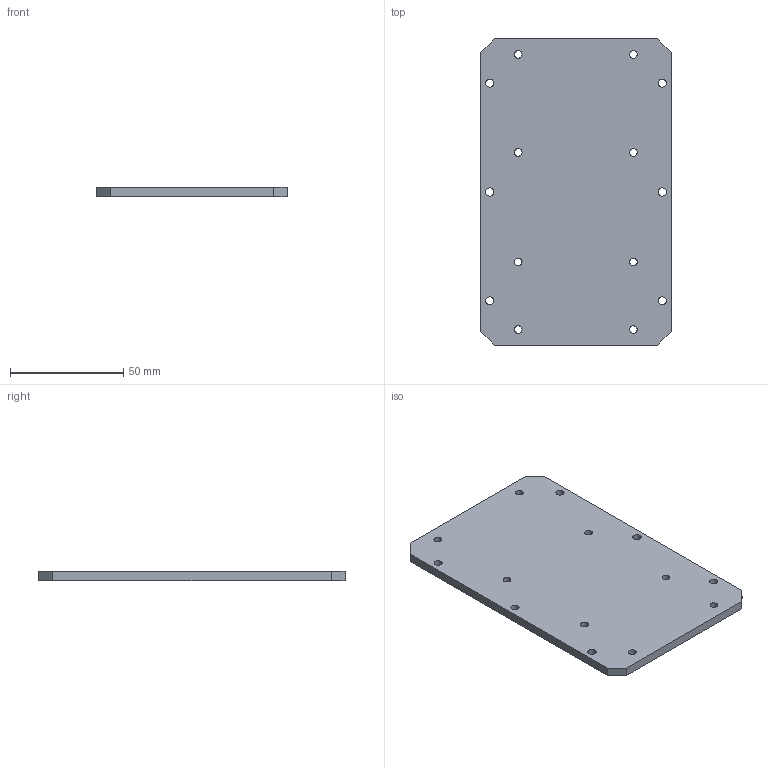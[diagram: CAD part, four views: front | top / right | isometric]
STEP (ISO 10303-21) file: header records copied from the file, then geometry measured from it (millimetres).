
FILE_DESCRIPTION(('STEP AP242'), '1');
FILE_NAME('ÅÐÂË.741124.013_Ïëàñòèíà èçì.1[2]', '', ('UNSPECIFIED'), ('UNSPECIFIED'), 'C3D Converter', 'C3D Toolkit', '');
FILE_SCHEMA(('AP242_MANAGED_MODEL_BASED_3D_ENGINEERING_MIM_LF { 1 0 10303 442 1 1 4 }'));
Length unit declared in the file: millimetre
Products named in the file (1): ЕРВЛ.741124.013_Пластина
Bounding box: 84 x 135 x 4 mm (x, y, z)
Volume: 44393.5 mm3; surface area: 24524.2 mm2
Topology: 1 solids, 1 shells, 32 faces, 82 edges, 52 vertices
Faces by surface type: cylinder 14, plane 10, cone 8
Full cylindrical faces by diameter (mm): 3.4 x8, 3.6 x6
Entity records: 2023 total; most frequent: CARTESIAN_POINT 977, DIRECTION 146, ORIENTED_EDGE 120, EDGE_LOOP 82, AXIS2_PLACEMENT_3D 61, EDGE_CURVE 60, VERTEX_POINT 52, FACE_OUTER_BOUND 44
